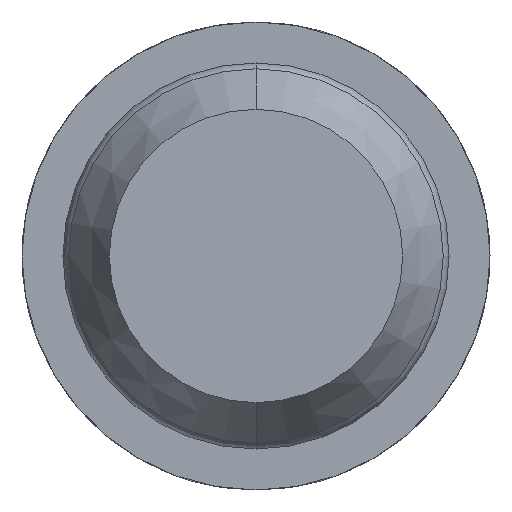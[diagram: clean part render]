
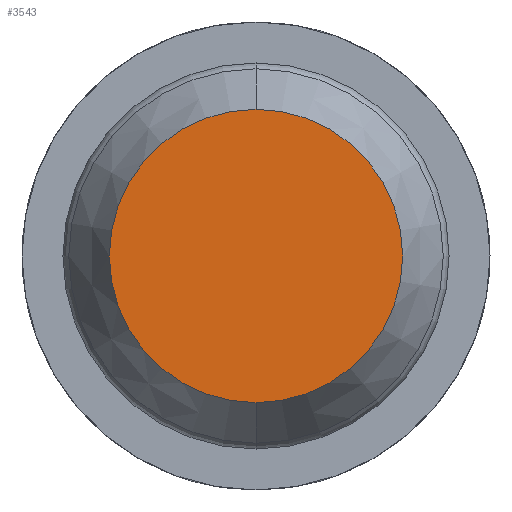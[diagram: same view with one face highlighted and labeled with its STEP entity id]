
A CAD part, front view. The second image highlights one B-rep face of the part: STEP entity #3543.
In plain terms, the highlighted planar face has unit normal (0, -1, 0).
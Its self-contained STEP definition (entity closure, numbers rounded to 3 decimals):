
#367 = VERTEX_POINT ( 'NONE', #2670 ) ;
#574 = CARTESIAN_POINT ( 'NONE',  ( 0., 0., 0. ) ) ;
#678 = AXIS2_PLACEMENT_3D ( 'NONE', #1163, #4960, #2393 ) ;
#791 = VERTEX_POINT ( 'NONE', #2473 ) ;
#1050 = DIRECTION ( 'NONE',  ( 0., -1., 0. ) ) ;
#1104 = EDGE_CURVE ( 'Defeature ausgef�hrt2_0+Defeature ausgef�hrt2_1+Defeature ausgef�hrt2_1+Defeature ausgef�hrt2_1', #791, #367, #4686, .T. ) ;
#1163 = CARTESIAN_POINT ( 'NONE',  ( 0., 0., 0. ) ) ;
#1424 = AXIS2_PLACEMENT_3D ( 'NONE', #574, #1050, #2316 ) ;
#2197 = EDGE_LOOP ( 'NONE', ( #3648, #5255 ) ) ;
#2220 = AXIS2_PLACEMENT_3D ( 'NONE', #5241, #3972, #4403 ) ;
#2316 = DIRECTION ( 'NONE',  ( 0., 0., -1. ) ) ;
#2393 = DIRECTION ( 'NONE',  ( 0., 0., -1. ) ) ;
#2473 = CARTESIAN_POINT ( 'NONE',  ( 0., 0., -0.627 ) ) ;
#2670 = CARTESIAN_POINT ( 'NONE',  ( 0., 0., 0.627 ) ) ;
#2953 = EDGE_CURVE ( 'Defeature ausgef�hrt2_0+Defeature ausgef�hrt2_1+Defeature ausgef�hrt2_1+Defeature ausgef�hrt2_1', #367, #791, #3609, .T. ) ;
#3543 = ADVANCED_FACE ( 'Defeature ausgef�hrt2_0', ( #3733 ), #4508, .T. ) ;
#3609 = CIRCLE ( 'NONE', #1424, 0.627 ) ;
#3648 = ORIENTED_EDGE ( 'NONE', *, *, #2953, .T. ) ;
#3733 = FACE_OUTER_BOUND ( 'NONE', #2197, .T. ) ;
#3972 = DIRECTION ( 'NONE',  ( 0., -1., 0. ) ) ;
#4403 = DIRECTION ( 'NONE',  ( 0., 0., -1. ) ) ;
#4508 = PLANE ( 'NONE',  #678 ) ;
#4686 = CIRCLE ( 'NONE', #2220, 0.627 ) ;
#4960 = DIRECTION ( 'NONE',  ( 0., -1., 0. ) ) ;
#5241 = CARTESIAN_POINT ( 'NONE',  ( 0., 0., 0. ) ) ;
#5255 = ORIENTED_EDGE ( 'NONE', *, *, #1104, .T. ) ;
